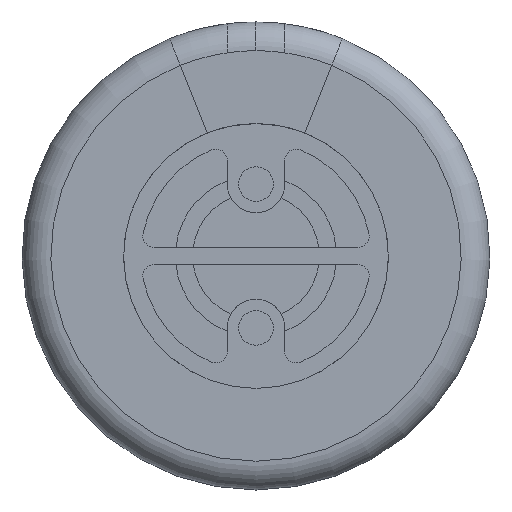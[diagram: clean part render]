
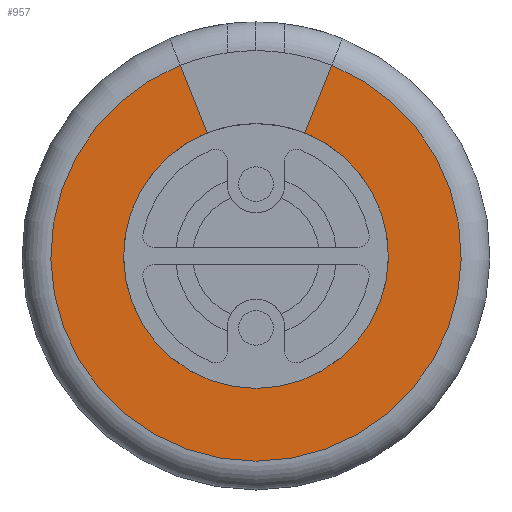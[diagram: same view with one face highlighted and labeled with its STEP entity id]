
A CAD part, front view. The second image highlights one B-rep face of the part: STEP entity #957.
In plain terms, the highlighted planar face has unit normal (0, -1, 0).
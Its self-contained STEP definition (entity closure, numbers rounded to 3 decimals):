
#61 = CIRCLE ( 'NONE', #1118, 3.564 ) ;
#84 = CIRCLE ( 'NONE', #1099, 2.3 ) ;
#144 = FACE_OUTER_BOUND ( 'NONE', #2831, .T. ) ;
#482 = CIRCLE ( 'NONE', #2237, 2.3 ) ;
#957 = ADVANCED_FACE ( 'NONE', ( #144 ), #2613, .F. ) ;
#1019 = EDGE_CURVE ( 'NONE', #1878, #5090, #1358, .T. ) ;
#1066 = EDGE_CURVE ( 'NONE', #1893, #1878, #61, .T. ) ;
#1070 = EDGE_CURVE ( 'NONE', #4624, #2849, #84, .T. ) ;
#1071 = EDGE_CURVE ( 'NONE', #2849, #1893, #2356, .T. ) ;
#1099 = AXIS2_PLACEMENT_3D ( 'NONE', #2352, #2353, #2354 ) ;
#1118 = AXIS2_PLACEMENT_3D ( 'NONE', #2334, #2341, #2342 ) ;
#1126 = VECTOR ( 'NONE', #2358, 1000. ) ;
#1358 = LINE ( 'NONE', #4199, #3589 ) ;
#1579 = EDGE_CURVE ( 'NONE', #5090, #4624, #482, .T. ) ;
#1878 = VERTEX_POINT ( 'NONE', #3459 ) ;
#1893 = VERTEX_POINT ( 'NONE', #3471 ) ;
#2061 = AXIS2_PLACEMENT_3D ( 'NONE', #2614, #2615, #2616 ) ;
#2237 = AXIS2_PLACEMENT_3D ( 'NONE', #3650, #3654, #3655 ) ;
#2334 = CARTESIAN_POINT ( 'NONE',  ( 0., 0., 0. ) ) ;
#2341 = DIRECTION ( 'NONE',  ( 0., 1., 0. ) ) ;
#2342 = DIRECTION ( 'NONE',  ( 0., 0., 1. ) ) ;
#2352 = CARTESIAN_POINT ( 'NONE',  ( 0., 0., 0. ) ) ;
#2353 = DIRECTION ( 'NONE',  ( 0., -1., 0. ) ) ;
#2354 = DIRECTION ( 'NONE',  ( 0., 0., 1. ) ) ;
#2356 = LINE ( 'NONE', #2357, #1126 ) ;
#2357 = CARTESIAN_POINT ( 'NONE',  ( 0., 0., 0. ) ) ;
#2358 = DIRECTION ( 'NONE',  ( 0.369, 0., 0.929 ) ) ;
#2613 = PLANE ( 'NONE',  #2061 ) ;
#2614 = CARTESIAN_POINT ( 'NONE',  ( 0., 0., 0. ) ) ;
#2615 = DIRECTION ( 'NONE',  ( 0., 1., 0. ) ) ;
#2616 = DIRECTION ( 'NONE',  ( 0., 0., 1. ) ) ;
#2831 = EDGE_LOOP ( 'NONE', ( #4639, #4647, #4630, #4471, #4497 ) ) ;
#2849 = VERTEX_POINT ( 'NONE', #4034 ) ;
#3459 = CARTESIAN_POINT ( 'NONE',  ( -1.315, 0., 3.312 ) ) ;
#3471 = CARTESIAN_POINT ( 'NONE',  ( 1.315, 0., 3.312 ) ) ;
#3589 = VECTOR ( 'NONE', #4200, 1000. ) ;
#3650 = CARTESIAN_POINT ( 'NONE',  ( 0., 0., 0. ) ) ;
#3654 = DIRECTION ( 'NONE',  ( 0., -1., 0. ) ) ;
#3655 = DIRECTION ( 'NONE',  ( 0., 0., 1. ) ) ;
#4034 = CARTESIAN_POINT ( 'NONE',  ( 0.849, 0., 2.138 ) ) ;
#4101 = CARTESIAN_POINT ( 'NONE',  ( 0., 0., -2.3 ) ) ;
#4112 = CARTESIAN_POINT ( 'NONE',  ( -0.849, 0., 2.138 ) ) ;
#4199 = CARTESIAN_POINT ( 'NONE',  ( 0., 0., 0. ) ) ;
#4200 = DIRECTION ( 'NONE',  ( 0.369, 0., -0.929 ) ) ;
#4471 = ORIENTED_EDGE ( 'NONE', *, *, #1070, .F. ) ;
#4497 = ORIENTED_EDGE ( 'NONE', *, *, #1579, .F. ) ;
#4624 = VERTEX_POINT ( 'NONE', #4101 ) ;
#4630 = ORIENTED_EDGE ( 'NONE', *, *, #1071, .F. ) ;
#4639 = ORIENTED_EDGE ( 'NONE', *, *, #1019, .F. ) ;
#4647 = ORIENTED_EDGE ( 'NONE', *, *, #1066, .F. ) ;
#5090 = VERTEX_POINT ( 'NONE', #4112 ) ;
